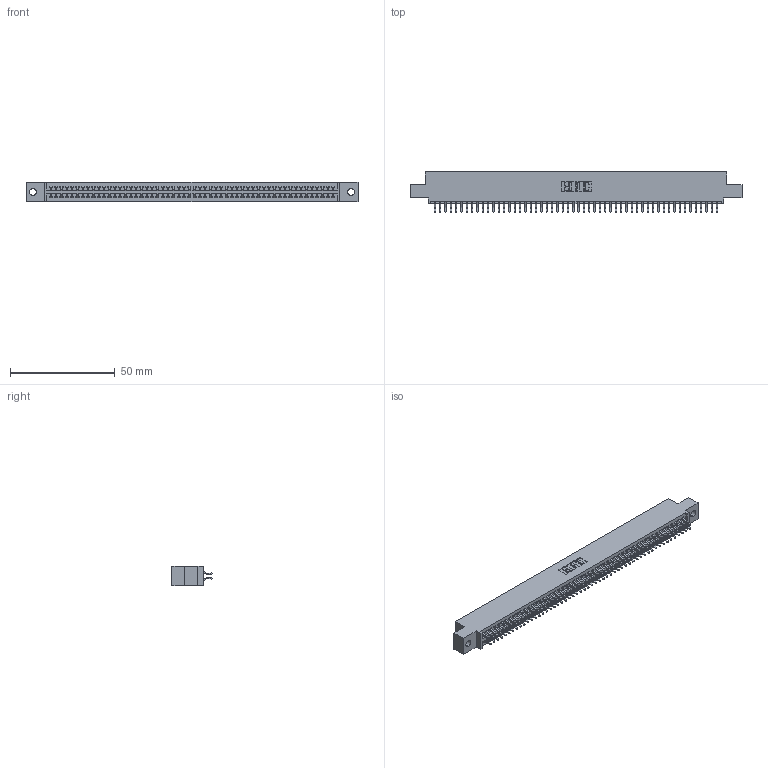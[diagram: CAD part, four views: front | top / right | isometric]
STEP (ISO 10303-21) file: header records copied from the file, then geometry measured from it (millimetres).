
FILE_DESCRIPTION (( 'STEP AP203' ), '1' );
FILE_NAME ('345-108-556-502.STEP', '2018-10-07T07:34:11', ( '' ), ( '' ), 'SwSTEP 2.0', 'SolidWorks 2016', '' );
FILE_SCHEMA (( 'CONFIG_CONTROL_DESIGN' ));
Length unit declared in the file: inch
Products named in the file (3): 345-292-001_556 Tail; 345-108-556-502; 345 Part_0.110 Offset - 0.128 Dia
Assembly tree (109 placements, depth 2):
  345-108-556-502
    345 Part_0.110 Offset - 0.128 Dia
    345-292-001_556 Tail  x108
Bounding box: 158.37 x 19.24 x 9.4 mm (x, y, z)
Volume: 15381.2 mm3; surface area: 22694 mm2
Topology: 109 solids, 109 shells, 6178 faces, 18389 edges, 12114 vertices
Faces by surface type: plane 4080, cylinder 2098
Entity records: 41109 total; most frequent: CARTESIAN_POINT 6896, ORIENTED_EDGE 6818, DIRECTION 6053, EDGE_CURVE 3409, LINE 3053, VECTOR 3053, VERTEX_POINT 2270, AXIS2_PLACEMENT_3D 1500
